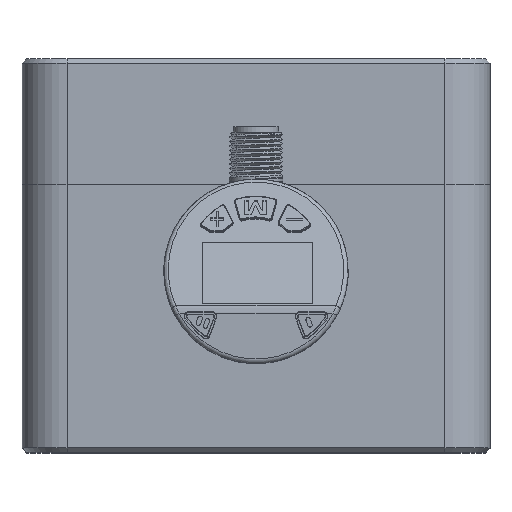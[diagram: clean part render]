
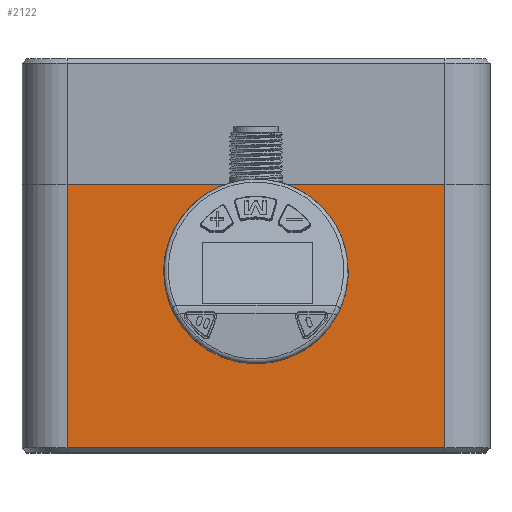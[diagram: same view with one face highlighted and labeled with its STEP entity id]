
A CAD part, top view. The second image highlights one B-rep face of the part: STEP entity #2122.
In plain terms, the highlighted planar face has unit normal (0, 0, 1).
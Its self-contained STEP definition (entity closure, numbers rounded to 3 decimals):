
#2122=ADVANCED_FACE('',(#2901,#2902),#2693,.F.);
#2693=PLANE('',#10153);
#2901=FACE_BOUND('',#3286,.T.);
#2902=FACE_BOUND('',#3287,.T.);
#3286=EDGE_LOOP('',(#5166,#5167));
#3287=EDGE_LOOP('',(#5168,#5169,#5170,#5171));
#4231=LINE('',#13786,#4689);
#4232=LINE('',#13806,#4690);
#4233=LINE('',#13808,#4691);
#4234=LINE('',#13810,#4692);
#4689=VECTOR('',#11214,1.);
#4690=VECTOR('',#11235,1.);
#4691=VECTOR('',#11236,1.);
#4692=VECTOR('',#11237,1.);
#5166=ORIENTED_EDGE('',*,*,#8268,.T.);
#5167=ORIENTED_EDGE('',*,*,#8269,.T.);
#5168=ORIENTED_EDGE('',*,*,#8270,.T.);
#5169=ORIENTED_EDGE('',*,*,#8271,.T.);
#5170=ORIENTED_EDGE('',*,*,#8272,.T.);
#5171=ORIENTED_EDGE('',*,*,#8260,.T.);
#7464=VERTEX_POINT('',#13785);
#7465=VERTEX_POINT('',#13787);
#7472=VERTEX_POINT('',#13803);
#7473=VERTEX_POINT('',#13804);
#7474=VERTEX_POINT('',#13807);
#7475=VERTEX_POINT('',#13809);
#8260=EDGE_CURVE('',#7465,#7464,#4231,.T.);
#8268=EDGE_CURVE('',#7472,#7473,#9409,.T.);
#8269=EDGE_CURVE('',#7473,#7472,#9410,.T.);
#8270=EDGE_CURVE('',#7464,#7474,#4232,.T.);
#8271=EDGE_CURVE('',#7474,#7475,#4233,.T.);
#8272=EDGE_CURVE('',#7475,#7465,#4234,.T.);
#9409=CIRCLE('',#10151,8.);
#9410=CIRCLE('',#10152,8.);
#10151=AXIS2_PLACEMENT_3D('',#13802,#11231,#11232);
#10152=AXIS2_PLACEMENT_3D('',#13805,#11233,#11234);
#10153=AXIS2_PLACEMENT_3D('',#13811,#11238,#11239);
#11214=DIRECTION('',(-1.,0.,0.));
#11231=DIRECTION('',(0.,0.,-1.));
#11232=DIRECTION('',(-1.,0.,0.));
#11233=DIRECTION('',(0.,0.,-1.));
#11234=DIRECTION('',(-1.,0.,0.));
#11235=DIRECTION('',(0.,-1.,0.));
#11236=DIRECTION('',(1.,0.,0.));
#11237=DIRECTION('',(0.,1.,0.));
#11238=DIRECTION('',(0.,0.,-1.));
#11239=DIRECTION('',(1.,0.,0.));
#13785=CARTESIAN_POINT('',(11.41,59.5,-0.5));
#13786=CARTESIAN_POINT('',(1.41,59.5,-0.5));
#13787=CARTESIAN_POINT('',(95.41,59.5,-0.5));
#13802=CARTESIAN_POINT('',(53.41,40.,-0.5));
#13803=CARTESIAN_POINT('',(45.41,40.,-0.5));
#13804=CARTESIAN_POINT('',(48.045,45.935,-0.5));
#13805=CARTESIAN_POINT('',(53.41,40.,-0.5));
#13806=CARTESIAN_POINT('',(11.41,60.,-0.5));
#13807=CARTESIAN_POINT('',(11.41,1.,-0.5));
#13808=CARTESIAN_POINT('',(1.41,1.,-0.5));
#13809=CARTESIAN_POINT('',(95.41,1.,-0.5));
#13810=CARTESIAN_POINT('',(95.41,60.,-0.5));
#13811=CARTESIAN_POINT('',(1.41,60.,-0.5));
